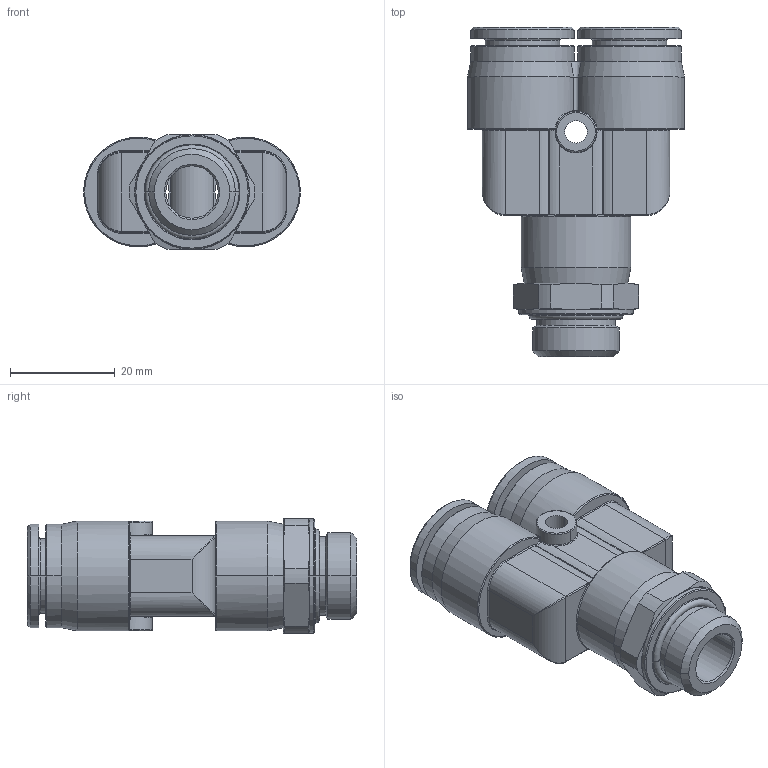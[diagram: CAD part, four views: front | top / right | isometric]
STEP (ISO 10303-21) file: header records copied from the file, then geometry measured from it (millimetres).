
FILE_DESCRIPTION(( 'MXP.52.12.38.stp' ), '1');
FILE_NAME( 'MXP.52.12.38.stp', '2021-02-22T15:47:20',( 'Sopra'),('sopra-pneumatic.com'), 'SwSTEP 2.0','SolidWorks 2009','' );
FILE_SCHEMA(('CONFIG_CONTROL_DESIGN'));
Length unit declared in the file: millimetre
Products named in the file (1): 367475B_992V-12F-3-8
Bounding box: 41.5 x 63 x 22 mm (x, y, z)
Volume: 18928.2 mm3; surface area: 11904.2 mm2
Topology: 2 solids, 2 shells, 278 faces, 658 edges, 390 vertices
Faces by surface type: cylinder 81, plane 59, torus 52, bspline 44, cone 42
Entity records: 10016 total; most frequent: CARTESIAN_POINT 3758, DIRECTION 1332, ORIENTED_EDGE 1316, EDGE_CURVE 658, AXIS2_PLACEMENT_3D 572, VERTEX_POINT 390, CIRCLE 338, EDGE_LOOP 292
